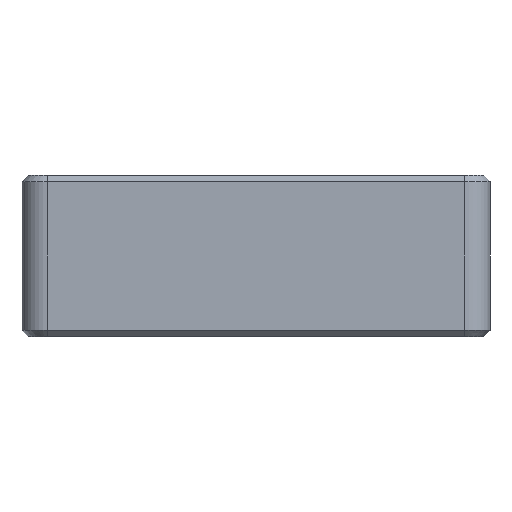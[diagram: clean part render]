
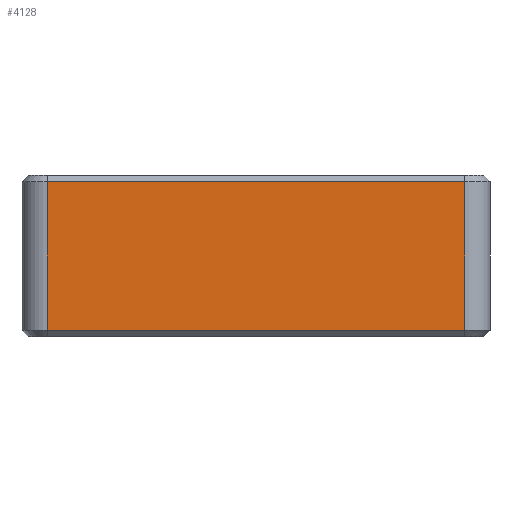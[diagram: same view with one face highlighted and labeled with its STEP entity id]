
A CAD part, left-side view. The second image highlights one B-rep face of the part: STEP entity #4128.
In plain terms, the highlighted planar face has unit normal (-1, 0, 0).
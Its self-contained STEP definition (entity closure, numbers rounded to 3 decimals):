
#392=FACE_OUTER_BOUND('',#626,.T.);
#626=EDGE_LOOP('',(#3718,#3719,#3720,#3721));
#897=LINE('',#6299,#1381);
#911=LINE('',#6338,#1395);
#1110=LINE('',#6840,#1594);
#1111=LINE('',#6842,#1595);
#1381=VECTOR('',#4915,10.);
#1395=VECTOR('',#4955,10.);
#1594=VECTOR('',#5450,10.);
#1595=VECTOR('',#5453,10.);
#1834=VERTEX_POINT('',#6293);
#1835=VERTEX_POINT('',#6297);
#1844=VERTEX_POINT('',#6328);
#1846=VERTEX_POINT('',#6334);
#2304=EDGE_CURVE('',#1834,#1835,#897,.T.);
#2323=EDGE_CURVE('',#1844,#1846,#911,.T.);
#2566=EDGE_CURVE('',#1834,#1846,#1110,.T.);
#2567=EDGE_CURVE('',#1835,#1844,#1111,.T.);
#3718=ORIENTED_EDGE('',*,*,#2304,.F.);
#3719=ORIENTED_EDGE('',*,*,#2566,.T.);
#3720=ORIENTED_EDGE('',*,*,#2323,.F.);
#3721=ORIENTED_EDGE('',*,*,#2567,.F.);
#3914=PLANE('',#4420);
#4128=ADVANCED_FACE('',(#392),#3914,.T.);
#4420=AXIS2_PLACEMENT_3D('',#6841,#5451,#5452);
#4915=DIRECTION('',(0.,1.,0.));
#4955=DIRECTION('',(0.,-1.,0.));
#5450=DIRECTION('',(0.,0.,1.));
#5451=DIRECTION('center_axis',(-1.,0.,0.));
#5452=DIRECTION('ref_axis',(0.,-1.,0.));
#5453=DIRECTION('',(0.,0.,1.));
#6293=CARTESIAN_POINT('',(-37.,-33.,-1.));
#6297=CARTESIAN_POINT('',(-37.,33.,-1.));
#6299=CARTESIAN_POINT('',(-37.,16.5,-1.));
#6328=CARTESIAN_POINT('',(-37.,33.,22.5));
#6334=CARTESIAN_POINT('',(-37.,-33.,22.5));
#6338=CARTESIAN_POINT('',(-37.,16.5,22.5));
#6840=CARTESIAN_POINT('',(-37.,-33.,0.));
#6841=CARTESIAN_POINT('Origin',(-37.,33.,0.));
#6842=CARTESIAN_POINT('',(-37.,33.,0.));
